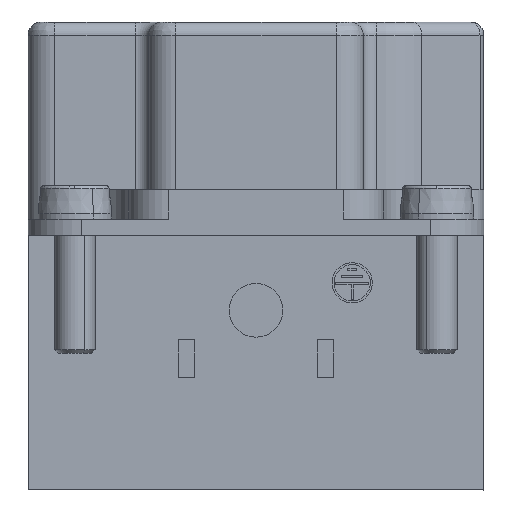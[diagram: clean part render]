
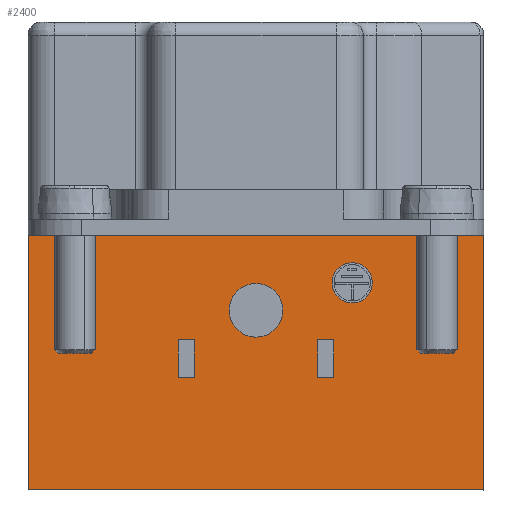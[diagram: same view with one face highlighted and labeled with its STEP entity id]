
A CAD part, front view. The second image highlights one B-rep face of the part: STEP entity #2400.
In plain terms, the highlighted planar face has unit normal (0, -1, 0).
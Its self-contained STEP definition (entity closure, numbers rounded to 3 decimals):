
#2400=ADVANCED_FACE('',(#7928,#7929,#7930,#7931,#7932),#3361,.F.);
#3361=PLANE('',#18811);
#4024=CIRCLE('',#18809,2.);
#4025=CIRCLE('',#18810,1.5);
#4389=LINE('',#24871,#6121);
#4512=LINE('',#25836,#6244);
#4513=LINE('',#25838,#6245);
#4514=LINE('',#25840,#6246);
#4515=LINE('',#25843,#6247);
#4516=LINE('',#25846,#6248);
#4517=LINE('',#25848,#6249);
#4518=LINE('',#25850,#6250);
#4519=LINE('',#25851,#6251);
#4520=LINE('',#25854,#6252);
#4521=LINE('',#25856,#6253);
#4522=LINE('',#25858,#6254);
#6121=VECTOR('',#20033,1.);
#6244=VECTOR('',#20182,1.);
#6245=VECTOR('',#20183,1.);
#6246=VECTOR('',#20184,1.);
#6247=VECTOR('',#20187,1.);
#6248=VECTOR('',#20188,1.);
#6249=VECTOR('',#20189,1.);
#6250=VECTOR('',#20190,1.);
#6251=VECTOR('',#20191,1.);
#6252=VECTOR('',#20192,1.);
#6253=VECTOR('',#20193,1.);
#6254=VECTOR('',#20194,1.);
#7928=FACE_BOUND('',#8086,.T.);
#7929=FACE_BOUND('',#8087,.T.);
#7930=FACE_BOUND('',#8088,.T.);
#7931=FACE_BOUND('',#8089,.T.);
#7932=FACE_BOUND('',#8090,.T.);
#8086=EDGE_LOOP('',(#9347,#9348,#9349,#9350));
#8087=EDGE_LOOP('',(#9351));
#8088=EDGE_LOOP('',(#9352,#9353,#9354,#9355));
#8089=EDGE_LOOP('',(#9356,#9357,#9358,#9359));
#8090=EDGE_LOOP('',(#9360));
#9347=ORIENTED_EDGE('',*,*,#15864,.F.);
#9348=ORIENTED_EDGE('',*,*,#16020,.F.);
#9349=ORIENTED_EDGE('',*,*,#16021,.F.);
#9350=ORIENTED_EDGE('',*,*,#16022,.F.);
#9351=ORIENTED_EDGE('',*,*,#16023,.F.);
#9352=ORIENTED_EDGE('',*,*,#16024,.T.);
#9353=ORIENTED_EDGE('',*,*,#16025,.T.);
#9354=ORIENTED_EDGE('',*,*,#16026,.T.);
#9355=ORIENTED_EDGE('',*,*,#16027,.T.);
#9356=ORIENTED_EDGE('',*,*,#16028,.F.);
#9357=ORIENTED_EDGE('',*,*,#16029,.F.);
#9358=ORIENTED_EDGE('',*,*,#16030,.F.);
#9359=ORIENTED_EDGE('',*,*,#16031,.F.);
#9360=ORIENTED_EDGE('',*,*,#16032,.F.);
#14212=VERTEX_POINT('',#24870);
#14213=VERTEX_POINT('',#24872);
#14367=VERTEX_POINT('',#25837);
#14368=VERTEX_POINT('',#25839);
#14369=VERTEX_POINT('',#25842);
#14370=VERTEX_POINT('',#25844);
#14371=VERTEX_POINT('',#25845);
#14372=VERTEX_POINT('',#25847);
#14373=VERTEX_POINT('',#25849);
#14374=VERTEX_POINT('',#25852);
#14375=VERTEX_POINT('',#25853);
#14376=VERTEX_POINT('',#25855);
#14377=VERTEX_POINT('',#25857);
#14378=VERTEX_POINT('',#25860);
#15864=EDGE_CURVE('',#14212,#14213,#4389,.T.);
#16020=EDGE_CURVE('',#14367,#14212,#4512,.T.);
#16021=EDGE_CURVE('',#14368,#14367,#4513,.T.);
#16022=EDGE_CURVE('',#14213,#14368,#4514,.T.);
#16023=EDGE_CURVE('',#14369,#14369,#4024,.T.);
#16024=EDGE_CURVE('',#14370,#14371,#4515,.T.);
#16025=EDGE_CURVE('',#14371,#14372,#4516,.T.);
#16026=EDGE_CURVE('',#14372,#14373,#4517,.T.);
#16027=EDGE_CURVE('',#14373,#14370,#4518,.T.);
#16028=EDGE_CURVE('',#14374,#14375,#4519,.T.);
#16029=EDGE_CURVE('',#14376,#14374,#4520,.T.);
#16030=EDGE_CURVE('',#14377,#14376,#4521,.T.);
#16031=EDGE_CURVE('',#14375,#14377,#4522,.T.);
#16032=EDGE_CURVE('',#14378,#14378,#4025,.T.);
#18809=AXIS2_PLACEMENT_3D('',#25841,#20185,#20186);
#18810=AXIS2_PLACEMENT_3D('',#25859,#20195,#20196);
#18811=AXIS2_PLACEMENT_3D('',#25861,#20197,#20198);
#20033=DIRECTION('',(0.,0.,-1.));
#20182=DIRECTION('',(1.,0.,0.));
#20183=DIRECTION('',(0.,0.,1.));
#20184=DIRECTION('',(-1.,0.,0.));
#20185=DIRECTION('',(0.,-1.,0.));
#20186=DIRECTION('',(0.,0.,1.));
#20187=DIRECTION('',(1.,0.,0.));
#20188=DIRECTION('',(0.,0.,-1.));
#20189=DIRECTION('',(-1.,0.,0.));
#20190=DIRECTION('',(0.,0.,1.));
#20191=DIRECTION('',(0.,0.,-1.));
#20192=DIRECTION('',(-1.,0.,0.));
#20193=DIRECTION('',(0.,0.,1.));
#20194=DIRECTION('',(1.,0.,0.));
#20195=DIRECTION('',(0.,-1.,0.));
#20196=DIRECTION('',(0.,0.,1.));
#20197=DIRECTION('',(0.,1.,0.));
#20198=DIRECTION('',(1.,0.,0.));
#24870=CARTESIAN_POINT('',(17.001,-33.05,19.));
#24871=CARTESIAN_POINT('',(17.001,-33.05,20.2));
#24872=CARTESIAN_POINT('',(17.001,-33.05,0.));
#25836=CARTESIAN_POINT('',(-16.999,-33.05,19.));
#25837=CARTESIAN_POINT('',(-16.999,-33.05,19.));
#25838=CARTESIAN_POINT('',(-16.999,-33.05,9.6));
#25839=CARTESIAN_POINT('',(-16.999,-33.05,0.));
#25840=CARTESIAN_POINT('',(3.827,-33.05,0.));
#25841=CARTESIAN_POINT('',(0.001,-33.05,13.4));
#25842=CARTESIAN_POINT('',(0.001,-33.05,15.4));
#25843=CARTESIAN_POINT('',(3.827,-33.05,11.2));
#25844=CARTESIAN_POINT('',(-5.8,-33.05,11.2));
#25845=CARTESIAN_POINT('',(-4.6,-33.05,11.2));
#25846=CARTESIAN_POINT('',(-4.6,-33.05,0.));
#25847=CARTESIAN_POINT('',(-4.6,-33.05,8.4));
#25848=CARTESIAN_POINT('',(3.827,-33.05,8.4));
#25849=CARTESIAN_POINT('',(-5.8,-33.05,8.4));
#25850=CARTESIAN_POINT('',(-5.8,-33.05,0.));
#25851=CARTESIAN_POINT('',(4.6,-33.05,0.));
#25852=CARTESIAN_POINT('',(4.6,-33.05,11.2));
#25853=CARTESIAN_POINT('',(4.6,-33.05,8.4));
#25854=CARTESIAN_POINT('',(3.827,-33.05,11.2));
#25855=CARTESIAN_POINT('',(5.8,-33.05,11.2));
#25856=CARTESIAN_POINT('',(5.8,-33.05,0.));
#25857=CARTESIAN_POINT('',(5.8,-33.05,8.4));
#25858=CARTESIAN_POINT('',(3.827,-33.05,8.4));
#25859=CARTESIAN_POINT('',(7.175,-33.05,15.45));
#25860=CARTESIAN_POINT('',(7.175,-33.05,16.95));
#25861=CARTESIAN_POINT('',(3.827,-33.05,0.));
